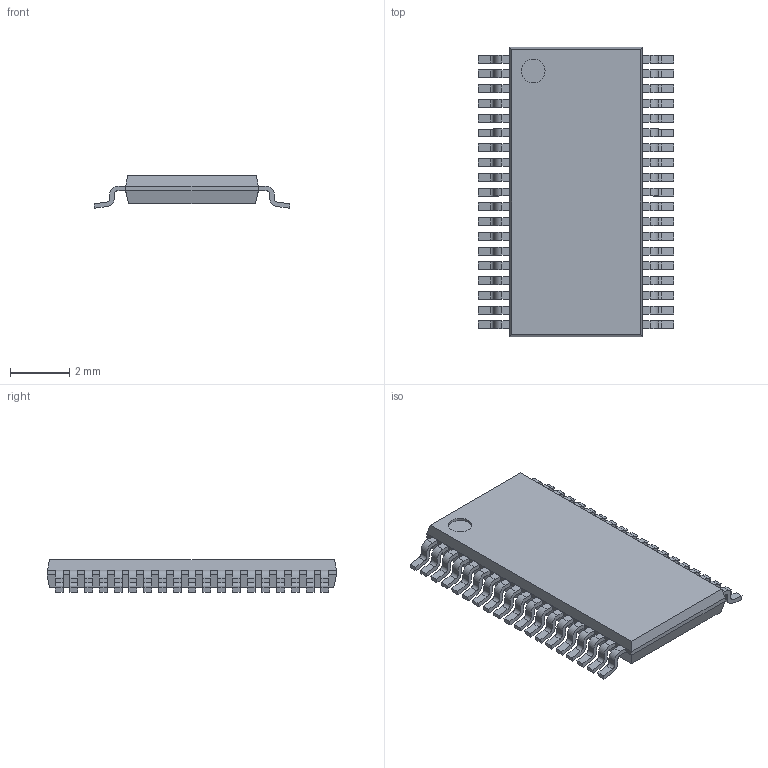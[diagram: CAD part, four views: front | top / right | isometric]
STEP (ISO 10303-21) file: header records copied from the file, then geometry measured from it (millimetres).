
FILE_DESCRIPTION((''),'2;1');
FILE_NAME('SOP50P640X110-38N.stp','2012-06-07T09:09:26',(''),(''),'Mechanical Desktop 2011','Mechanical Desktop 2011',', , ');
FILE_SCHEMA(('AUTOMOTIVE_DESIGN { 1 2 10303 214 1 1 1 1 }'));
Length unit declared in the file: millimetre
Products named in the file (1): Product
Bounding box: 6.64 x 9.8 x 1.1 mm (x, y, z)
Volume: 43.1 mm3; surface area: 159.8 mm2
Topology: 39 solids, 39 shells, 549 faces, 1404 edges, 934 vertices
Faces by surface type: bspline 266, plane 205, cylinder 78
Entity records: 17561 total; most frequent: CARTESIAN_POINT 4750, ORIENTED_EDGE 2808, DIRECTION 2280, EDGE_CURVE 1404, VECTOR 1096, LINE 1096, VERTEX_POINT 934, AXIS2_PLACEMENT_3D 592
